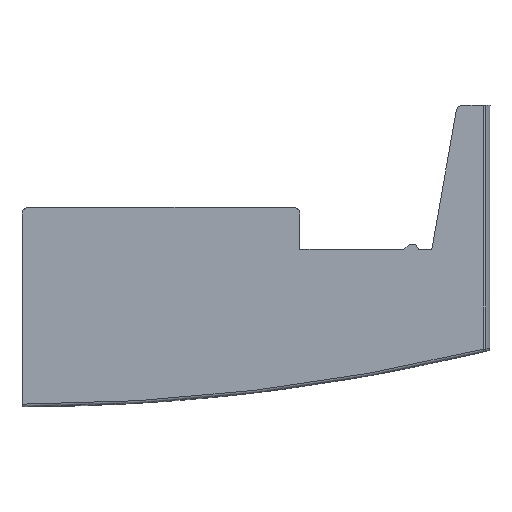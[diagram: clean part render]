
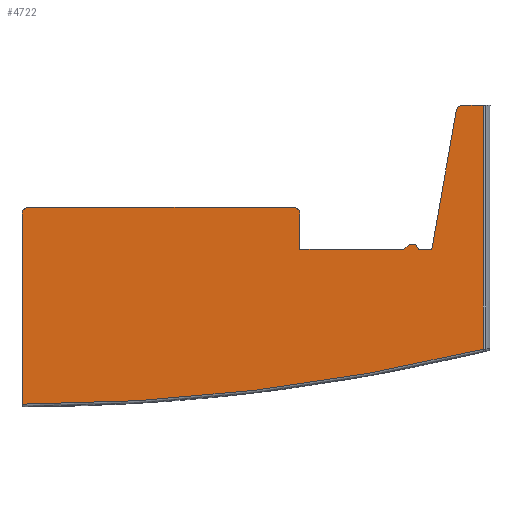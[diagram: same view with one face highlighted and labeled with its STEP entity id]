
A CAD part, left-side view. The second image highlights one B-rep face of the part: STEP entity #4722.
In plain terms, the highlighted planar face has unit normal (-1, 0, 0).
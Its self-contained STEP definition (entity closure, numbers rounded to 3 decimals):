
#26 = ORIENTED_EDGE ( 'NONE', *, *, #4646, .T. ) ;
#75 = DIRECTION ( 'NONE',  ( -1., 0., 0. ) ) ;
#83 = VECTOR ( 'NONE', #4711, 1000. ) ;
#135 = LINE ( 'NONE', #4530, #1525 ) ;
#160 = PLANE ( 'NONE',  #1384 ) ;
#187 = CARTESIAN_POINT ( 'NONE',  ( -6., -0.8, -14.5 ) ) ;
#372 = AXIS2_PLACEMENT_3D ( 'NONE', #3603, #2133, #2889 ) ;
#417 = EDGE_CURVE ( 'NONE', #3463, #4630, #2320, .T. ) ;
#436 = CARTESIAN_POINT ( 'NONE',  ( -6., 7., -2.08 ) ) ;
#526 = DIRECTION ( 'NONE',  ( 0., 0., 1. ) ) ;
#540 = CARTESIAN_POINT ( 'NONE',  ( -6., -0.3, -35.2 ) ) ;
#541 = DIRECTION ( 'NONE',  ( 0., -0.866, 0.5 ) ) ;
#682 = CARTESIAN_POINT ( 'NONE',  ( -6., -0.8, -35.2 ) ) ;
#689 = DIRECTION ( 'NONE',  ( 0., 0., 1. ) ) ;
#691 = DIRECTION ( 'NONE',  ( 0., -0.985, -0.174 ) ) ;
#701 = VECTOR ( 'NONE', #901, 1000. ) ;
#727 = CARTESIAN_POINT ( 'NONE',  ( -6., -11.106, -0.503 ) ) ;
#740 = ORIENTED_EDGE ( 'NONE', *, *, #3127, .T. ) ;
#787 = ORIENTED_EDGE ( 'NONE', *, *, #1769, .T. ) ;
#881 = FACE_OUTER_BOUND ( 'NONE', #4424, .T. ) ;
#901 = DIRECTION ( 'NONE',  ( 0., 0., 1. ) ) ;
#929 = VECTOR ( 'NONE', #526, 1000. ) ;
#1002 = EDGE_CURVE ( 'NONE', #2434, #3460, #4195, .T. ) ;
#1013 = ORIENTED_EDGE ( 'NONE', *, *, #1918, .F. ) ;
#1027 = EDGE_CURVE ( 'NONE', #3460, #4208, #3450, .T. ) ;
#1044 = CARTESIAN_POINT ( 'NONE',  ( -6., -3.1, -5.671 ) ) ;
#1069 = ORIENTED_EDGE ( 'NONE', *, *, #3838, .F. ) ;
#1114 = CARTESIAN_POINT ( 'NONE',  ( -6., 7.087, -2.573 ) ) ;
#1173 = CARTESIAN_POINT ( 'NONE',  ( -6., -0.8, -35.7 ) ) ;
#1200 = DIRECTION ( 'NONE',  ( 0., 0., 1. ) ) ;
#1212 = CIRCLE ( 'NONE', #4533, 0.5 ) ;
#1227 = DIRECTION ( 'NONE',  ( 0., 1., 0. ) ) ;
#1243 = CARTESIAN_POINT ( 'NONE',  ( -6., -0.3, -35.2 ) ) ;
#1263 = DIRECTION ( 'NONE',  ( 0., -1., 0. ) ) ;
#1268 = ORIENTED_EDGE ( 'NONE', *, *, #1391, .T. ) ;
#1288 = EDGE_CURVE ( 'NONE', #1293, #2271, #135, .T. ) ;
#1293 = VERTEX_POINT ( 'NONE', #187 ) ;
#1384 = AXIS2_PLACEMENT_3D ( 'NONE', #2351, #3413, #3363 ) ;
#1391 = EDGE_CURVE ( 'NONE', #1639, #2434, #1212, .T. ) ;
#1395 = ORIENTED_EDGE ( 'NONE', *, *, #1027, .T. ) ;
#1426 = DIRECTION ( 'NONE',  ( 0., 1., 0. ) ) ;
#1442 = ORIENTED_EDGE ( 'NONE', *, *, #3272, .T. ) ;
#1458 = ORIENTED_EDGE ( 'NONE', *, *, #1288, .F. ) ;
#1478 = VERTEX_POINT ( 'NONE', #4324 ) ;
#1525 = VECTOR ( 'NONE', #1263, 1000. ) ;
#1616 = ORIENTED_EDGE ( 'NONE', *, *, #417, .F. ) ;
#1639 = VERTEX_POINT ( 'NONE', #540 ) ;
#1698 = CARTESIAN_POINT ( 'NONE',  ( -6., 7.5, -2.08 ) ) ;
#1740 = ORIENTED_EDGE ( 'NONE', *, *, #3587, .F. ) ;
#1755 = VERTEX_POINT ( 'NONE', #1804 ) ;
#1759 = VECTOR ( 'NONE', #1200, 1000. ) ;
#1769 = EDGE_CURVE ( 'NONE', #1293, #1854, #3679, .T. ) ;
#1804 = CARTESIAN_POINT ( 'NONE',  ( -6., 7.5, -0.503 ) ) ;
#1827 = DIRECTION ( 'NONE',  ( 0., 0., 1. ) ) ;
#1854 = VERTEX_POINT ( 'NONE', #2853 ) ;
#1869 = CARTESIAN_POINT ( 'NONE',  ( -6., -3.5, -5.44 ) ) ;
#1918 = EDGE_CURVE ( 'NONE', #2271, #3463, #3785, .T. ) ;
#1972 = DIRECTION ( 'NONE',  ( 0., -1., 0. ) ) ;
#2048 = CARTESIAN_POINT ( 'NONE',  ( -6., -11.106, -0.503 ) ) ;
#2063 = LINE ( 'NONE', #1243, #929 ) ;
#2094 = CARTESIAN_POINT ( 'NONE',  ( -6., -3.5, -14.5 ) ) ;
#2133 = DIRECTION ( 'NONE',  ( -1., 0., 0. ) ) ;
#2145 = VECTOR ( 'NONE', #3324, 1000. ) ;
#2271 = VERTEX_POINT ( 'NONE', #2094 ) ;
#2288 = ORIENTED_EDGE ( 'NONE', *, *, #2359, .F. ) ;
#2320 = LINE ( 'NONE', #3025, #3212 ) ;
#2351 = CARTESIAN_POINT ( 'NONE',  ( -6., 0., 0. ) ) ;
#2359 = EDGE_CURVE ( 'NONE', #4630, #3654, #3400, .T. ) ;
#2393 = VECTOR ( 'NONE', #691, 1000. ) ;
#2434 = VERTEX_POINT ( 'NONE', #1173 ) ;
#2458 = EDGE_CURVE ( 'NONE', #1639, #1854, #2063, .T. ) ;
#2467 = AXIS2_PLACEMENT_3D ( 'NONE', #436, #75, #1227 ) ;
#2508 = LINE ( 'NONE', #727, #83 ) ;
#2838 = VECTOR ( 'NONE', #1972, 1000. ) ;
#2853 = CARTESIAN_POINT ( 'NONE',  ( -6., -0.3, -15. ) ) ;
#2885 = CARTESIAN_POINT ( 'NONE',  ( -6., -3.5, -5.44 ) ) ;
#2889 = DIRECTION ( 'NONE',  ( 0., -1., 0. ) ) ;
#2947 = CARTESIAN_POINT ( 'NONE',  ( -6., -0.8, -15. ) ) ;
#2958 = CARTESIAN_POINT ( 'NONE',  ( -6., -3.1, -6.171 ) ) ;
#2992 = CARTESIAN_POINT ( 'NONE',  ( -6., -3.5, -14.5 ) ) ;
#3019 = EDGE_CURVE ( 'NONE', #3654, #4611, #3454, .T. ) ;
#3025 = CARTESIAN_POINT ( 'NONE',  ( -6., -3.5, -6.571 ) ) ;
#3036 = CARTESIAN_POINT ( 'NONE',  ( -6., -15.3, -35.7 ) ) ;
#3045 = CARTESIAN_POINT ( 'NONE',  ( -6., -3.5, -4.44 ) ) ;
#3125 = LINE ( 'NONE', #1698, #701 ) ;
#3127 = EDGE_CURVE ( 'NONE', #4208, #1755, #2508, .T. ) ;
#3129 = CARTESIAN_POINT ( 'NONE',  ( -6., -3.5, -6.571 ) ) ;
#3167 = CIRCLE ( 'NONE', #2467, 0.5 ) ;
#3212 = VECTOR ( 'NONE', #3735, 1000. ) ;
#3241 = VECTOR ( 'NONE', #689, 1000. ) ;
#3268 = VERTEX_POINT ( 'NONE', #3045 ) ;
#3272 = EDGE_CURVE ( 'NONE', #4509, #1478, #3167, .T. ) ;
#3324 = DIRECTION ( 'NONE',  ( 0., 0., 1. ) ) ;
#3363 = DIRECTION ( 'NONE',  ( 0., -1., 0. ) ) ;
#3400 = LINE ( 'NONE', #4142, #2145 ) ;
#3413 = DIRECTION ( 'NONE',  ( -1., 0., 0. ) ) ;
#3450 = CIRCLE ( 'NONE', #372, 149.8 ) ;
#3454 = LINE ( 'NONE', #3813, #3471 ) ;
#3460 = VERTEX_POINT ( 'NONE', #3036 ) ;
#3463 = VERTEX_POINT ( 'NONE', #3129 ) ;
#3471 = VECTOR ( 'NONE', #541, 1000. ) ;
#3587 = EDGE_CURVE ( 'NONE', #4611, #3268, #3987, .T. ) ;
#3603 = CARTESIAN_POINT ( 'NONE',  ( -6., 134.5, -35.7 ) ) ;
#3622 = DIRECTION ( 'NONE',  ( -1., 0., 0. ) ) ;
#3654 = VERTEX_POINT ( 'NONE', #1044 ) ;
#3679 = CIRCLE ( 'NONE', #3916, 0.5 ) ;
#3735 = DIRECTION ( 'NONE',  ( 0., 0.707, 0.707 ) ) ;
#3743 = ORIENTED_EDGE ( 'NONE', *, *, #1002, .T. ) ;
#3785 = LINE ( 'NONE', #2992, #1759 ) ;
#3813 = CARTESIAN_POINT ( 'NONE',  ( -6., -3.1, -5.671 ) ) ;
#3838 = EDGE_CURVE ( 'NONE', #4509, #1755, #3125, .T. ) ;
#3896 = CARTESIAN_POINT ( 'NONE',  ( -6., -0.8, -35.7 ) ) ;
#3916 = AXIS2_PLACEMENT_3D ( 'NONE', #2947, #4679, #1827 ) ;
#3981 = ORIENTED_EDGE ( 'NONE', *, *, #2458, .F. ) ;
#3987 = LINE ( 'NONE', #2885, #3241 ) ;
#4089 = LINE ( 'NONE', #1114, #2393 ) ;
#4142 = CARTESIAN_POINT ( 'NONE',  ( -6., -3.1, -6.171 ) ) ;
#4195 = LINE ( 'NONE', #3896, #2838 ) ;
#4208 = VERTEX_POINT ( 'NONE', #2048 ) ;
#4324 = CARTESIAN_POINT ( 'NONE',  ( -6., 7.087, -2.573 ) ) ;
#4424 = EDGE_LOOP ( 'NONE', ( #1069, #1442, #26, #1740, #4503, #2288, #1616, #1013, #1458, #787, #3981, #1268, #3743, #1395, #740 ) ) ;
#4503 = ORIENTED_EDGE ( 'NONE', *, *, #3019, .F. ) ;
#4509 = VERTEX_POINT ( 'NONE', #4670 ) ;
#4530 = CARTESIAN_POINT ( 'NONE',  ( -6., -0.8, -14.5 ) ) ;
#4533 = AXIS2_PLACEMENT_3D ( 'NONE', #682, #3622, #1426 ) ;
#4611 = VERTEX_POINT ( 'NONE', #1869 ) ;
#4630 = VERTEX_POINT ( 'NONE', #2958 ) ;
#4646 = EDGE_CURVE ( 'NONE', #1478, #3268, #4089, .T. ) ;
#4670 = CARTESIAN_POINT ( 'NONE',  ( -6., 7.5, -2.08 ) ) ;
#4679 = DIRECTION ( 'NONE',  ( -1., 0., 0. ) ) ;
#4711 = DIRECTION ( 'NONE',  ( 0., 1., 0. ) ) ;
#4722 = ADVANCED_FACE ( 'NONE', ( #881 ), #160, .T. ) ;
